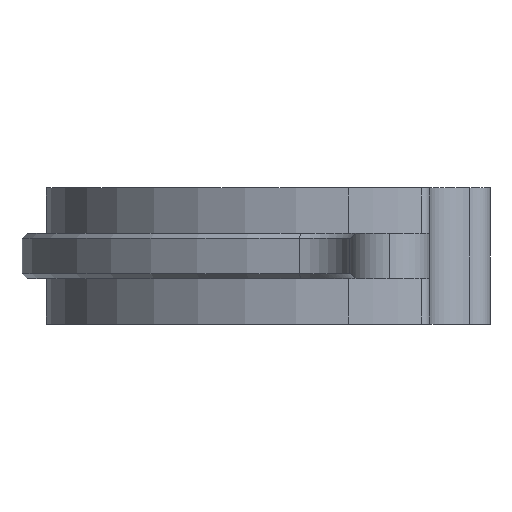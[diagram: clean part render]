
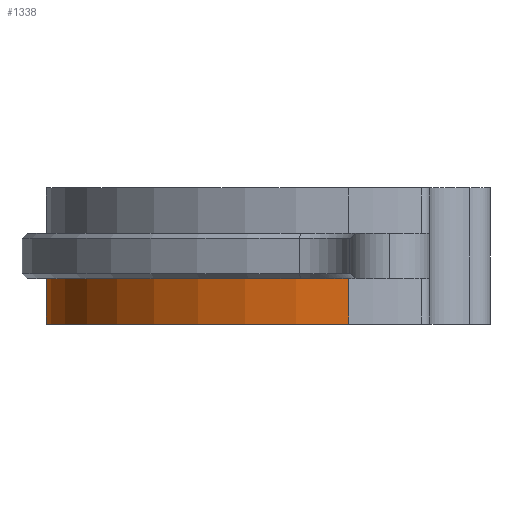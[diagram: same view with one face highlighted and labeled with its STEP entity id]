
A CAD part, left-side view. The second image highlights one B-rep face of the part: STEP entity #1338.
In plain terms, the highlighted cylindrical face has radius 30 mm (diameter 60 mm), a partial arc.
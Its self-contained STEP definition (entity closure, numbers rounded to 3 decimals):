
#18 = ORIENTED_EDGE ( 'NONE', *, *, #1177, .T. ) ;
#103 = VERTEX_POINT ( 'NONE', #1570 ) ;
#166 = CIRCLE ( 'NONE', #908, 30. ) ;
#178 = ORIENTED_EDGE ( 'NONE', *, *, #1438, .T. ) ;
#215 = VERTEX_POINT ( 'NONE', #315 ) ;
#221 = DIRECTION ( 'NONE',  ( 0., 0., -1. ) ) ;
#274 = ORIENTED_EDGE ( 'NONE', *, *, #1548, .F. ) ;
#315 = CARTESIAN_POINT ( 'NONE',  ( -30., 0., 4.5 ) ) ;
#447 = DIRECTION ( 'NONE',  ( 0., 0., 1. ) ) ;
#513 = EDGE_LOOP ( 'NONE', ( #1412, #274, #18, #178 ) ) ;
#555 = AXIS2_PLACEMENT_3D ( 'NONE', #580, #447, #814 ) ;
#580 = CARTESIAN_POINT ( 'NONE',  ( 0., 0., 4.5 ) ) ;
#656 = CARTESIAN_POINT ( 'NONE',  ( 29.544, 5.209, 4.5 ) ) ;
#698 = VECTOR ( 'NONE', #896, 1000. ) ;
#703 = CARTESIAN_POINT ( 'NONE',  ( 0., 0., 4.5 ) ) ;
#788 = CYLINDRICAL_SURFACE ( 'NONE', #1082, 30. ) ;
#814 = DIRECTION ( 'NONE',  ( 1., 0., 0. ) ) ;
#821 = FACE_OUTER_BOUND ( 'NONE', #513, .T. ) ;
#896 = DIRECTION ( 'NONE',  ( 0., 0., -1. ) ) ;
#908 = AXIS2_PLACEMENT_3D ( 'NONE', #1389, #1228, #1129 ) ;
#924 = VECTOR ( 'NONE', #1508, 1000. ) ;
#964 = EDGE_CURVE ( 'NONE', #215, #1064, #1291, .T. ) ;
#981 = DIRECTION ( 'NONE',  ( -1., 0., 0. ) ) ;
#1064 = VERTEX_POINT ( 'NONE', #1478 ) ;
#1078 = CARTESIAN_POINT ( 'NONE',  ( -30., 0., 4.5 ) ) ;
#1082 = AXIS2_PLACEMENT_3D ( 'NONE', #703, #221, #981 ) ;
#1129 = DIRECTION ( 'NONE',  ( 1., 0., 0. ) ) ;
#1177 = EDGE_CURVE ( 'NONE', #103, #1181, #1384, .T. ) ;
#1181 = VERTEX_POINT ( 'NONE', #1288 ) ;
#1228 = DIRECTION ( 'NONE',  ( 0., 0., 1. ) ) ;
#1288 = CARTESIAN_POINT ( 'NONE',  ( 29.544, 5.209, 0. ) ) ;
#1291 = LINE ( 'NONE', #1078, #924 ) ;
#1338 = ADVANCED_FACE ( 'NONE', ( #821 ), #788, .T. ) ;
#1384 = LINE ( 'NONE', #656, #698 ) ;
#1389 = CARTESIAN_POINT ( 'NONE',  ( 0., 0., 0. ) ) ;
#1412 = ORIENTED_EDGE ( 'NONE', *, *, #964, .F. ) ;
#1438 = EDGE_CURVE ( 'NONE', #1181, #1064, #166, .T. ) ;
#1460 = CIRCLE ( 'NONE', #555, 30. ) ;
#1478 = CARTESIAN_POINT ( 'NONE',  ( -30., 0., 0. ) ) ;
#1508 = DIRECTION ( 'NONE',  ( 0., 0., -1. ) ) ;
#1548 = EDGE_CURVE ( 'NONE', #103, #215, #1460, .T. ) ;
#1570 = CARTESIAN_POINT ( 'NONE',  ( 29.544, 5.209, 4.5 ) ) ;
